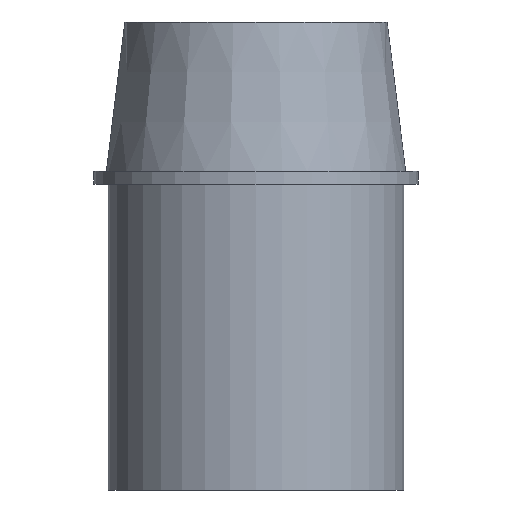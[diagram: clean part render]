
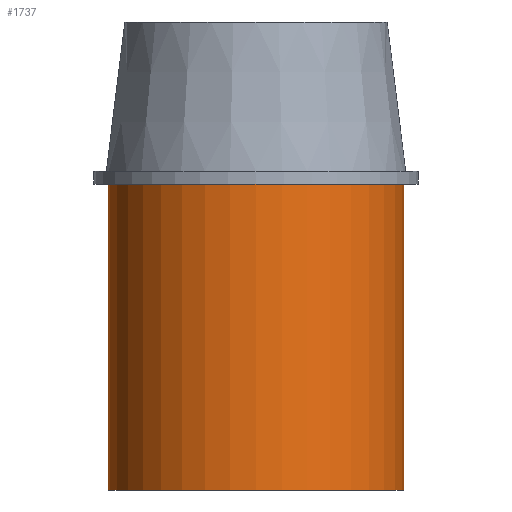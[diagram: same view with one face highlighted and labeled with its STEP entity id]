
A CAD part, left-side view. The second image highlights one B-rep face of the part: STEP entity #1737.
In plain terms, the highlighted cylindrical face has radius 73.66 mm (diameter 147.32 mm), a partial arc.
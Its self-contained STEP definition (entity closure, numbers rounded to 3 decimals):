
#868=CARTESIAN_POINT('Axis2P3D Location',(0.,0.,-158.75)) ;
#872=CARTESIAN_POINT('Vertex',(0.,-73.66,-158.75)) ;
#874=CARTESIAN_POINT('Vertex',(0.,73.66,-158.75)) ;
#1707=CARTESIAN_POINT('Axis2P3D Location',(0.,0.,-42.129)) ;
#1712=CARTESIAN_POINT('Line Origine',(0.,-73.66,-82.55)) ;
#1716=CARTESIAN_POINT('Vertex',(0.,-73.66,-6.35)) ;
#1719=CARTESIAN_POINT('Axis2P3D Location',(0.,0.,-6.35)) ;
#1723=CARTESIAN_POINT('Vertex',(0.,73.66,-6.35)) ;
#1726=CARTESIAN_POINT('Line Origine',(0.,73.66,-82.55)) ;
#1714=VECTOR('Line Direction',#1713,1.) ;
#1728=VECTOR('Line Direction',#1727,1.) ;
#869=DIRECTION('Axis2P3D Direction',(0.,0.,-1.)) ;
#1708=DIRECTION('Axis2P3D Direction',(0.,0.,-1.)) ;
#1709=DIRECTION('Axis2P3D XDirection',(0.,1.,-0.)) ;
#1713=DIRECTION('Vector Direction',(0.,0.,-1.)) ;
#1720=DIRECTION('Axis2P3D Direction',(0.,0.,-1.)) ;
#1727=DIRECTION('Vector Direction',(0.,0.,-1.)) ;
#870=AXIS2_PLACEMENT_3D('Circle Axis2P3D',#868,#869,$) ;
#1710=AXIS2_PLACEMENT_3D('Cylinder Axis2P3D',#1707,#1708,#1709) ;
#1721=AXIS2_PLACEMENT_3D('Circle Axis2P3D',#1719,#1720,$) ;
#1715=LINE('Line',#1712,#1714) ;
#1729=LINE('Line',#1726,#1728) ;
#871=CIRCLE('generated circle',#870,73.66) ;
#1722=CIRCLE('generated circle',#1721,73.66) ;
#1711=CYLINDRICAL_SURFACE('generated cylinder',#1710,73.66) ;
#876=EDGE_CURVE('',#873,#875,#871,.T.) ;
#1718=EDGE_CURVE('',#873,#1717,#1715,.F.) ;
#1725=EDGE_CURVE('',#1717,#1724,#1722,.T.) ;
#1730=EDGE_CURVE('',#875,#1724,#1729,.F.) ;
#1732=ORIENTED_EDGE('',*,*,#876,.F.) ;
#1733=ORIENTED_EDGE('',*,*,#1718,.T.) ;
#1734=ORIENTED_EDGE('',*,*,#1725,.T.) ;
#1735=ORIENTED_EDGE('',*,*,#1730,.F.) ;
#1731=EDGE_LOOP('',(#1732,#1733,#1734,#1735)) ;
#873=VERTEX_POINT('',#872) ;
#875=VERTEX_POINT('',#874) ;
#1717=VERTEX_POINT('',#1716) ;
#1724=VERTEX_POINT('',#1723) ;
#1737=ADVANCED_FACE('Body.4',(#1736),#1711,.T.) ;
#1736=FACE_OUTER_BOUND('',#1731,.T.) ;
